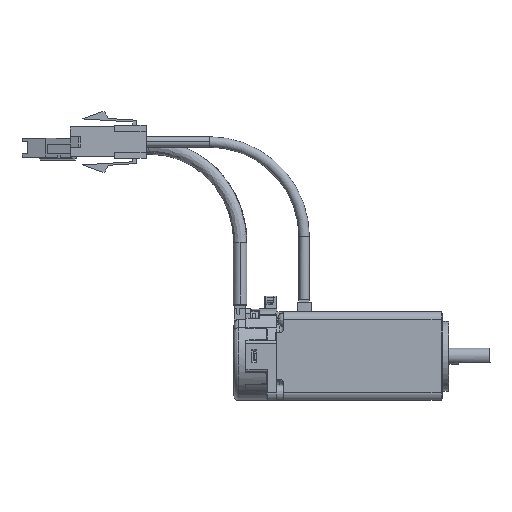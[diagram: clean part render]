
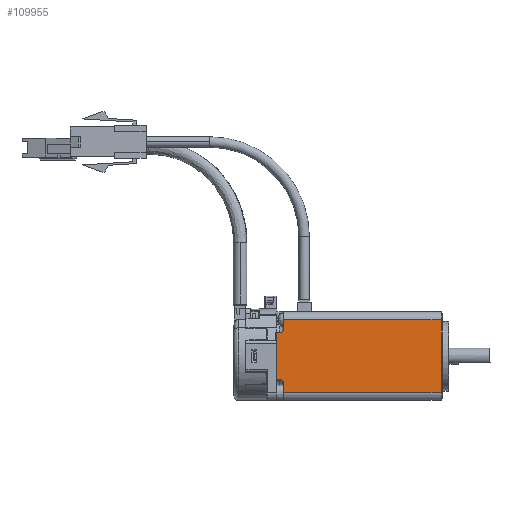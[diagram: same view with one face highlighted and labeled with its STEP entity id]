
A CAD part, left-side view. The second image highlights one B-rep face of the part: STEP entity #109955.
In plain terms, the highlighted face is planar.
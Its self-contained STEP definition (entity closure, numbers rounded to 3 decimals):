
#13584 = CARTESIAN_POINT ( 'NONE',  ( 23.751, 59.849, 0.5 ) ) ;
#13588 = PLANE ( 'NONE',  #125531 ) ;
#13591 = DIRECTION ( 'NONE',  ( 1., 0., 0. ) ) ;
#13592 = DIRECTION ( 'NONE',  ( 0., 1., 0. ) ) ;
#19242 = AXIS2_PLACEMENT_3D ( 'NONE', #122385, #122386, #122388 ) ;
#19280 = AXIS2_PLACEMENT_3D ( 'NONE', #122652, #122654, #122656 ) ;
#32536 = ORIENTED_EDGE ( 'NONE', *, *, #76022, .T. ) ;
#32542 = ORIENTED_EDGE ( 'NONE', *, *, #76024, .T. ) ;
#32548 = ORIENTED_EDGE ( 'NONE', *, *, #76017, .T. ) ;
#32554 = ORIENTED_EDGE ( 'NONE', *, *, #76020, .T. ) ;
#32560 = ORIENTED_EDGE ( 'NONE', *, *, #76039, .T. ) ;
#32564 = ORIENTED_EDGE ( 'NONE', *, *, #76036, .T. ) ;
#32570 = ORIENTED_EDGE ( 'NONE', *, *, #76034, .T. ) ;
#32576 = ORIENTED_EDGE ( 'NONE', *, *, #76078, .F. ) ;
#32582 = ORIENTED_EDGE ( 'NONE', *, *, #76079, .F. ) ;
#32588 = ORIENTED_EDGE ( 'NONE', *, *, #76080, .T. ) ;
#34295 = VERTEX_POINT ( 'NONE', #56273 ) ;
#34303 = VERTEX_POINT ( 'NONE', #56279 ) ;
#34309 = VERTEX_POINT ( 'NONE', #56283 ) ;
#34311 = VERTEX_POINT ( 'NONE', #56284 ) ;
#34313 = VERTEX_POINT ( 'NONE', #56286 ) ;
#34325 = VERTEX_POINT ( 'NONE', #56294 ) ;
#34327 = VERTEX_POINT ( 'NONE', #56296 ) ;
#34335 = VERTEX_POINT ( 'NONE', #56301 ) ;
#34385 = VERTEX_POINT ( 'NONE', #56337 ) ;
#34387 = VERTEX_POINT ( 'NONE', #56338 ) ;
#56273 = CARTESIAN_POINT ( 'NONE',  ( 23.751, 62.449, 2.8 ) ) ;
#56279 = CARTESIAN_POINT ( 'NONE',  ( 23.751, 59.849, 52.5 ) ) ;
#56283 = CARTESIAN_POINT ( 'NONE',  ( 23.751, 59.849, 2.8 ) ) ;
#56284 = CARTESIAN_POINT ( 'NONE',  ( 23.751, 63.949, 1.3 ) ) ;
#56286 = CARTESIAN_POINT ( 'NONE',  ( 23.751, 82.849, 52.5 ) ) ;
#56294 = CARTESIAN_POINT ( 'NONE',  ( 23.751, 78.649, 1.3 ) ) ;
#56296 = CARTESIAN_POINT ( 'NONE',  ( 23.751, 78.649, 0.5 ) ) ;
#56301 = CARTESIAN_POINT ( 'NONE',  ( 23.751, 63.949, 0.5 ) ) ;
#56337 = CARTESIAN_POINT ( 'NONE',  ( 23.751, 80.149, 2.8 ) ) ;
#56338 = CARTESIAN_POINT ( 'NONE',  ( 23.751, 82.849, 2.8 ) ) ;
#76017 = EDGE_CURVE ( 'NONE', #34309, #34295, #120341, .T. ) ;
#76020 = EDGE_CURVE ( 'NONE', #34295, #34311, #120348, .T. ) ;
#76022 = EDGE_CURVE ( 'NONE', #34313, #34303, #120366, .T. ) ;
#76024 = EDGE_CURVE ( 'NONE', #34303, #34309, #120379, .T. ) ;
#76034 = EDGE_CURVE ( 'NONE', #34327, #34325, #120417, .T. ) ;
#76036 = EDGE_CURVE ( 'NONE', #34335, #34327, #120443, .T. ) ;
#76039 = EDGE_CURVE ( 'NONE', #34311, #34335, #120460, .T. ) ;
#76078 = EDGE_CURVE ( 'NONE', #34385, #34325, #120640, .T. ) ;
#76079 = EDGE_CURVE ( 'NONE', #34387, #34385, #120655, .T. ) ;
#76080 = EDGE_CURVE ( 'NONE', #34387, #34313, #120651, .T. ) ;
#109955 = ADVANCED_FACE ( 'NONE', ( #129624 ), #13588, .T. ) ;
#120341 = LINE ( 'NONE', #122367, #120352 ) ;
#120348 = CIRCLE ( 'NONE', #19242, 1.5 ) ;
#120352 = VECTOR ( 'NONE', #122370, 1000. ) ;
#120366 = LINE ( 'NONE', #122390, #120376 ) ;
#120376 = VECTOR ( 'NONE', #122393, 1000. ) ;
#120379 = LINE ( 'NONE', #122398, #120388 ) ;
#120388 = VECTOR ( 'NONE', #122399, 1000. ) ;
#120417 = LINE ( 'NONE', #122425, #120439 ) ;
#120439 = VECTOR ( 'NONE', #122445, 1000. ) ;
#120443 = LINE ( 'NONE', #122450, #120450 ) ;
#120450 = VECTOR ( 'NONE', #122453, 1000. ) ;
#120460 = LINE ( 'NONE', #122463, #120468 ) ;
#120468 = VECTOR ( 'NONE', #122466, 1000. ) ;
#120640 = CIRCLE ( 'NONE', #19280, 1.5 ) ;
#120651 = LINE ( 'NONE', #122650, #120665 ) ;
#120655 = LINE ( 'NONE', #122640, #120659 ) ;
#120659 = VECTOR ( 'NONE', #122638, 1000. ) ;
#120665 = VECTOR ( 'NONE', #122658, 1000. ) ;
#122367 = CARTESIAN_POINT ( 'NONE',  ( 23.751, 71.349, 2.8 ) ) ;
#122370 = DIRECTION ( 'NONE',  ( 0., 1., 0. ) ) ;
#122385 = CARTESIAN_POINT ( 'NONE',  ( 23.751, 62.449, 1.3 ) ) ;
#122386 = DIRECTION ( 'NONE',  ( -1., 0., 0. ) ) ;
#122388 = DIRECTION ( 'NONE',  ( 0., 0., -1. ) ) ;
#122390 = CARTESIAN_POINT ( 'NONE',  ( 23.751, 71.349, 52.5 ) ) ;
#122393 = DIRECTION ( 'NONE',  ( 0., -1., 0. ) ) ;
#122398 = CARTESIAN_POINT ( 'NONE',  ( 23.751, 59.849, 26.5 ) ) ;
#122399 = DIRECTION ( 'NONE',  ( 0., 0., -1. ) ) ;
#122425 = CARTESIAN_POINT ( 'NONE',  ( 23.751, 78.649, 26.5 ) ) ;
#122445 = DIRECTION ( 'NONE',  ( 0., 0., 1. ) ) ;
#122450 = CARTESIAN_POINT ( 'NONE',  ( 23.751, 71.349, 0.5 ) ) ;
#122453 = DIRECTION ( 'NONE',  ( 0., 1., 0. ) ) ;
#122463 = CARTESIAN_POINT ( 'NONE',  ( 23.751, 63.949, 26.5 ) ) ;
#122466 = DIRECTION ( 'NONE',  ( 0., 0., -1. ) ) ;
#122638 = DIRECTION ( 'NONE',  ( 0., -1., 0. ) ) ;
#122640 = CARTESIAN_POINT ( 'NONE',  ( 23.751, 82.749, 2.8 ) ) ;
#122650 = CARTESIAN_POINT ( 'NONE',  ( 23.751, 82.849, 27.65 ) ) ;
#122652 = CARTESIAN_POINT ( 'NONE',  ( 23.751, 80.149, 1.3 ) ) ;
#122654 = DIRECTION ( 'NONE',  ( 1., 0., 0. ) ) ;
#122656 = DIRECTION ( 'NONE',  ( 0., 0., 1. ) ) ;
#122658 = DIRECTION ( 'NONE',  ( 0., 0., 1. ) ) ;
#125531 = AXIS2_PLACEMENT_3D ( 'NONE', #13584, #13591, #13592 ) ;
#129624 = FACE_OUTER_BOUND ( 'NONE', #131557, .T. ) ;
#131557 = EDGE_LOOP ( 'NONE', ( #32536, #32542, #32548, #32554, #32560, #32564, #32570, #32576, #32582, #32588 ) ) ;
